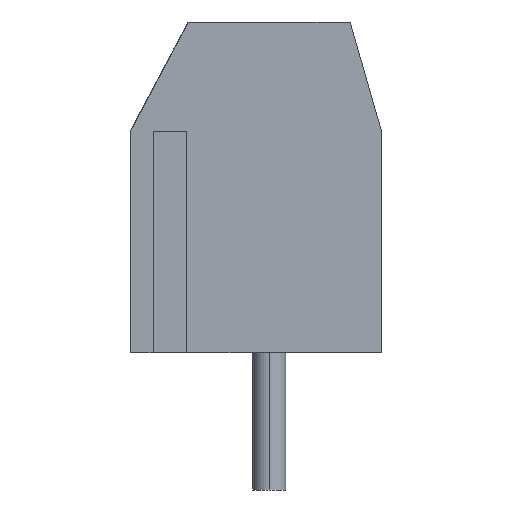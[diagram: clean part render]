
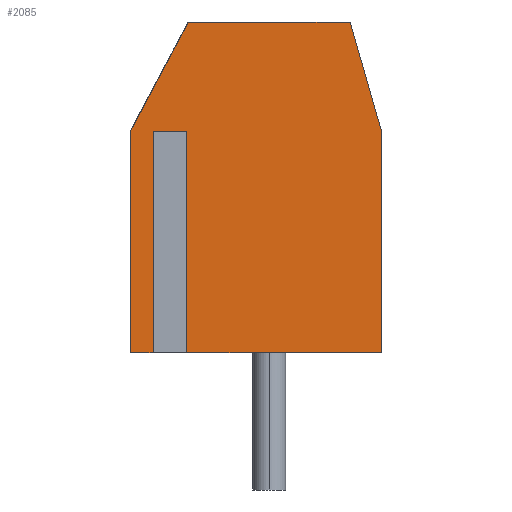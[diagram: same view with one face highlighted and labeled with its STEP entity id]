
A CAD part, left-side view. The second image highlights one B-rep face of the part: STEP entity #2085.
In plain terms, the highlighted planar face has unit normal (-1, 0, 0).
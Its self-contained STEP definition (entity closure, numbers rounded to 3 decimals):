
#40 = LINE ( 'NONE', #3261, #2704 ) ;
#90 = EDGE_CURVE ( 'NONE', #1047, #1207, #1786, .T. ) ;
#109 = EDGE_CURVE ( 'NONE', #291, #4230, #4326, .T. ) ;
#127 = LINE ( 'NONE', #430, #978 ) ;
#153 = DIRECTION ( 'NONE',  ( 0., 0., 1. ) ) ;
#202 = CARTESIAN_POINT ( 'NONE',  ( -2.5, 0.326, 0. ) ) ;
#271 = DIRECTION ( 'NONE',  ( 0., 0., -1. ) ) ;
#291 = VERTEX_POINT ( 'NONE', #4338 ) ;
#417 = CARTESIAN_POINT ( 'NONE',  ( -2.5, -3.4, 0. ) ) ;
#430 = CARTESIAN_POINT ( 'NONE',  ( -2.5, 0.326, 6.7 ) ) ;
#462 = VECTOR ( 'NONE', #2303, 1000. ) ;
#580 = DIRECTION ( 'NONE',  ( 0., 1., 0. ) ) ;
#592 = ORIENTED_EDGE ( 'NONE', *, *, #4321, .F. ) ;
#764 = VERTEX_POINT ( 'NONE', #4166 ) ;
#894 = VERTEX_POINT ( 'NONE', #4198 ) ;
#978 = VECTOR ( 'NONE', #2840, 1000. ) ;
#1026 = FACE_OUTER_BOUND ( 'NONE', #1862, .T. ) ;
#1047 = VERTEX_POINT ( 'NONE', #3183 ) ;
#1084 = VECTOR ( 'NONE', #1723, 1000. ) ;
#1176 = DIRECTION ( 'NONE',  ( 0., 0., 1. ) ) ;
#1207 = VERTEX_POINT ( 'NONE', #3654 ) ;
#1213 = EDGE_CURVE ( 'NONE', #4230, #1047, #2746, .T. ) ;
#1221 = DIRECTION ( 'NONE',  ( 0., 0., -1. ) ) ;
#1242 = CARTESIAN_POINT ( 'NONE',  ( -2.5, 4.2, 0. ) ) ;
#1353 = VECTOR ( 'NONE', #2514, 1000. ) ;
#1441 = VECTOR ( 'NONE', #2945, 1000. ) ;
#1454 = EDGE_CURVE ( 'NONE', #3292, #4178, #4114, .T. ) ;
#1478 = AXIS2_PLACEMENT_3D ( 'NONE', #4407, #2344, #271 ) ;
#1521 = CARTESIAN_POINT ( 'NONE',  ( -2.5, 2.675, 4.649 ) ) ;
#1602 = EDGE_CURVE ( 'NONE', #4178, #3219, #3206, .T. ) ;
#1631 = CARTESIAN_POINT ( 'NONE',  ( -2.5, 3.325, 0. ) ) ;
#1723 = DIRECTION ( 'NONE',  ( 0., -1., 0. ) ) ;
#1750 = ORIENTED_EDGE ( 'NONE', *, *, #1602, .F. ) ;
#1771 = CARTESIAN_POINT ( 'NONE',  ( -2.5, 4.2, 6.7 ) ) ;
#1786 = LINE ( 'NONE', #1521, #4449 ) ;
#1831 = CARTESIAN_POINT ( 'NONE',  ( -2.5, -2.45, 10. ) ) ;
#1862 = EDGE_LOOP ( 'NONE', ( #2327, #4396, #2586, #2005, #1750, #3680, #1933, #2784, #592, #1962 ) ) ;
#1933 = ORIENTED_EDGE ( 'NONE', *, *, #2057, .F. ) ;
#1962 = ORIENTED_EDGE ( 'NONE', *, *, #90, .F. ) ;
#2005 = ORIENTED_EDGE ( 'NONE', *, *, #2432, .F. ) ;
#2057 = EDGE_CURVE ( 'NONE', #2347, #3292, #4079, .T. ) ;
#2085 = ADVANCED_FACE ( 'NONE', ( #1026 ), #3015, .F. ) ;
#2135 = CARTESIAN_POINT ( 'NONE',  ( -2.5, -3.4, 4.649 ) ) ;
#2303 = DIRECTION ( 'NONE',  ( 0., -0.469, 0.883 ) ) ;
#2327 = ORIENTED_EDGE ( 'NONE', *, *, #1213, .F. ) ;
#2344 = DIRECTION ( 'NONE',  ( 1., 0., 0. ) ) ;
#2347 = VERTEX_POINT ( 'NONE', #1631 ) ;
#2395 = CARTESIAN_POINT ( 'NONE',  ( -2.5, 0.326, 10. ) ) ;
#2432 = EDGE_CURVE ( 'NONE', #3219, #764, #2904, .T. ) ;
#2514 = DIRECTION ( 'NONE',  ( 0., -0.277, -0.961 ) ) ;
#2561 = CARTESIAN_POINT ( 'NONE',  ( -2.5, 4.2, 4.649 ) ) ;
#2586 = ORIENTED_EDGE ( 'NONE', *, *, #4412, .F. ) ;
#2609 = EDGE_CURVE ( 'NONE', #894, #2347, #40, .T. ) ;
#2704 = VECTOR ( 'NONE', #1221, 1000. ) ;
#2746 = LINE ( 'NONE', #4000, #4479 ) ;
#2784 = ORIENTED_EDGE ( 'NONE', *, *, #2609, .F. ) ;
#2840 = DIRECTION ( 'NONE',  ( 0., 1., 0. ) ) ;
#2878 = DIRECTION ( 'NONE',  ( 0., 0., -1. ) ) ;
#2904 = LINE ( 'NONE', #2395, #1084 ) ;
#2945 = DIRECTION ( 'NONE',  ( 0., 1., 0. ) ) ;
#3015 = PLANE ( 'NONE',  #1478 ) ;
#3183 = CARTESIAN_POINT ( 'NONE',  ( -2.5, 2.675, 0. ) ) ;
#3206 = LINE ( 'NONE', #3988, #462 ) ;
#3219 = VERTEX_POINT ( 'NONE', #3956 ) ;
#3261 = CARTESIAN_POINT ( 'NONE',  ( -2.5, 3.325, 4.649 ) ) ;
#3292 = VERTEX_POINT ( 'NONE', #1242 ) ;
#3407 = VECTOR ( 'NONE', #2878, 1000. ) ;
#3654 = CARTESIAN_POINT ( 'NONE',  ( -2.5, 2.675, 6.7 ) ) ;
#3680 = ORIENTED_EDGE ( 'NONE', *, *, #1454, .F. ) ;
#3956 = CARTESIAN_POINT ( 'NONE',  ( -2.5, 2.45, 10. ) ) ;
#3988 = CARTESIAN_POINT ( 'NONE',  ( -2.5, 4.2, 6.7 ) ) ;
#4000 = CARTESIAN_POINT ( 'NONE',  ( -2.5, 0.326, 0. ) ) ;
#4006 = VECTOR ( 'NONE', #153, 1000. ) ;
#4079 = LINE ( 'NONE', #202, #1441 ) ;
#4083 = LINE ( 'NONE', #1831, #1353 ) ;
#4114 = LINE ( 'NONE', #2561, #4006 ) ;
#4166 = CARTESIAN_POINT ( 'NONE',  ( -2.5, -2.45, 10. ) ) ;
#4178 = VERTEX_POINT ( 'NONE', #1771 ) ;
#4198 = CARTESIAN_POINT ( 'NONE',  ( -2.5, 3.325, 6.7 ) ) ;
#4230 = VERTEX_POINT ( 'NONE', #417 ) ;
#4321 = EDGE_CURVE ( 'NONE', #1207, #894, #127, .T. ) ;
#4326 = LINE ( 'NONE', #2135, #3407 ) ;
#4338 = CARTESIAN_POINT ( 'NONE',  ( -2.5, -3.4, 6.7 ) ) ;
#4396 = ORIENTED_EDGE ( 'NONE', *, *, #109, .F. ) ;
#4407 = CARTESIAN_POINT ( 'NONE',  ( -2.5, 0.326, 4.649 ) ) ;
#4412 = EDGE_CURVE ( 'NONE', #764, #291, #4083, .T. ) ;
#4449 = VECTOR ( 'NONE', #1176, 1000. ) ;
#4479 = VECTOR ( 'NONE', #580, 1000. ) ;
